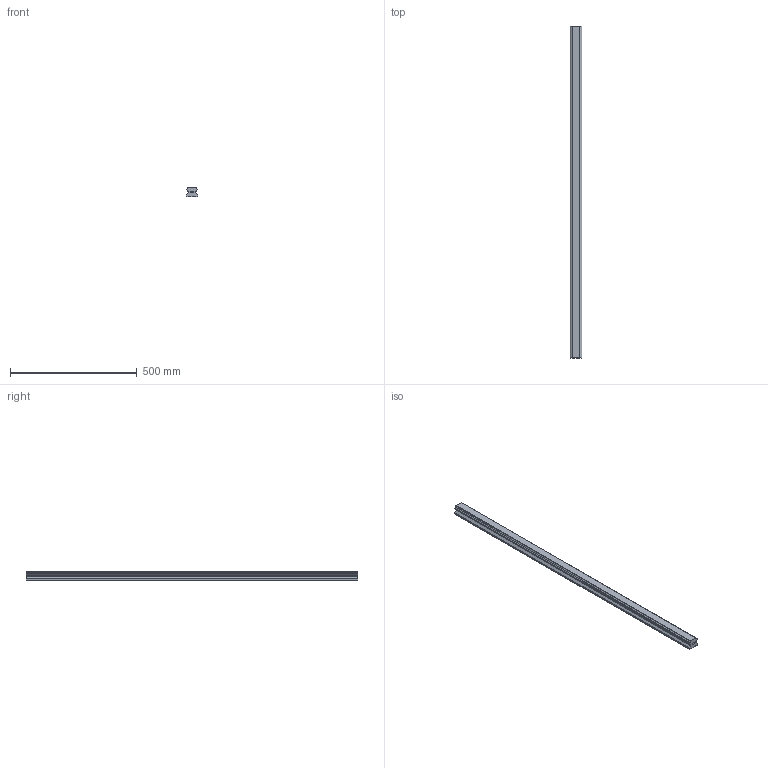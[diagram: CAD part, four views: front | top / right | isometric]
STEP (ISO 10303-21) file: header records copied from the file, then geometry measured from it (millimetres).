
FILE_DESCRIPTION(('STEP AP214'),'1');
FILE_NAME('cctmp_047D7319-6D8F-4148-9374-D89DF9DF5F27_2021_02_01_10_33_15_0882..stp','2021-02-01T09:33:15',('HIWIN GmbH'),('CADClick - www.CADClick.com'),'Spatial InterOp 3D',' ','unknown authorization');
FILE_SCHEMA(('AUTOMOTIVE_DESIGN'));
Length unit declared in the file: millimetre
Products named in the file (1): HGR45T1310C_FILE
Bounding box: 45 x 1310 x 38 mm (x, y, z)
Volume: 1833417.4 mm3; surface area: 239306.9 mm2
Topology: 1 solids, 1 shells, 149 faces, 403 edges, 247 vertices
Faces by surface type: plane 93, cylinder 30, cone 26
Entity records: 5643 total; most frequent: CARTESIAN_POINT 774, ORIENTED_EDGE 754, DIRECTION 737, EDGE_CURVE 377, LINE 317, VECTOR 317, VERTEX_POINT 247, AXIS2_PLACEMENT_3D 210
